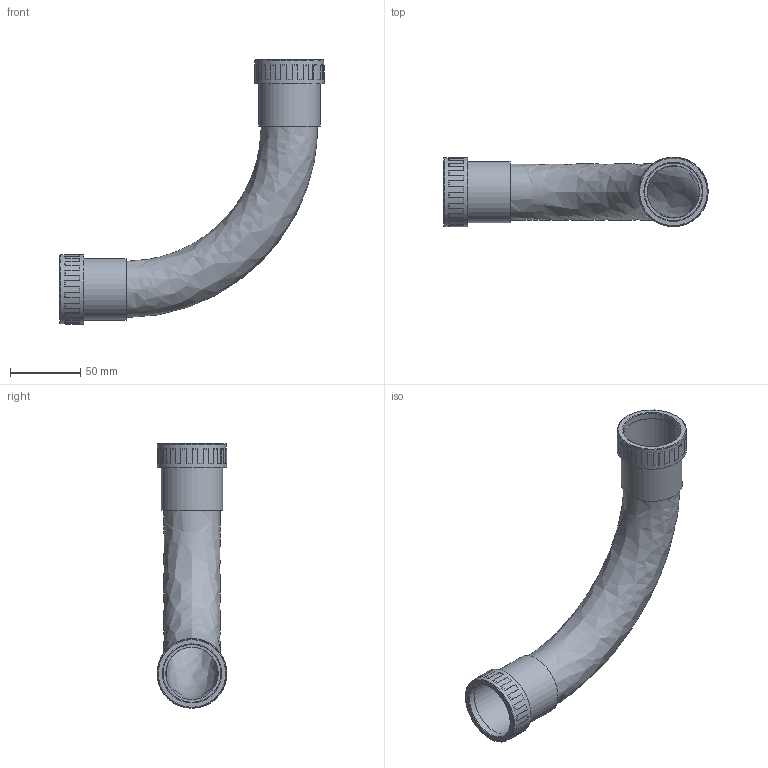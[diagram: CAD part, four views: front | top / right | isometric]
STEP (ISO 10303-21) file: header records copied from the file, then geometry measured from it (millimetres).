
FILE_DESCRIPTION (( 'STEP AP203' ), '1' );
FILE_NAME ('CTA10D-CSG40-K41-015 - Ïîâîðîò íà 90 òðóáà-òðóáà IP65 CSG40.STEP', '2016-06-24T13:04:39', ( '' ), ( '' ), 'SwSTEP 2.0', 'SolidWorks 2014', '' );
FILE_SCHEMA (( 'CONFIG_CONTROL_DESIGN' ));
Length unit declared in the file: millimetre
Products named in the file (1): CTA10D-CSG40-K41-015 - Ïîâîðîò íà 90 òðóáà-òðóáà  IP65 CSG40
Bounding box: 187.7 x 49.4 x 187.7 mm (x, y, z)
Volume: 59191 mm3; surface area: 72768 mm2
Topology: 1 solids, 1 shells, 180 faces, 504 edges, 334 vertices
Faces by surface type: plane 124, cone 38, cylinder 12, torus 4, bspline 2
Full cylindrical faces by diameter (mm): 37.2 x2, 40.9 x2, 41 x2, 43.7 x2, 49 x2, 49.4 x2
Entity records: 6115 total; most frequent: CARTESIAN_POINT 1481, ORIENTED_EDGE 964, DIRECTION 938, EDGE_CURVE 482, AXIS2_PLACEMENT_3D 355, VERTEX_POINT 330, LINE 228, VECTOR 228
